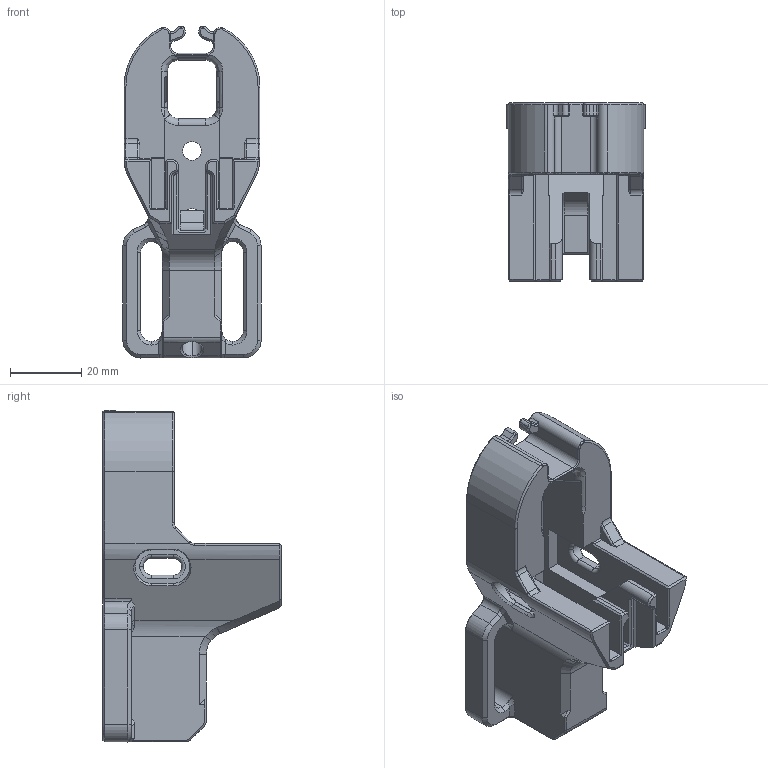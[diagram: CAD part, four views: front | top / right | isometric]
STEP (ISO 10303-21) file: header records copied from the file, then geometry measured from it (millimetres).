
FILE_DESCRIPTION (( 'STEP AP214' ), '1' );
FILE_NAME ('Stock_SlingPoints_Tensioner.STEP', '2023-04-23T11:43:57', ( '' ), ( '' ), 'SwSTEP 2.0', 'SolidWorks 2019', '' );
FILE_SCHEMA (( 'AUTOMOTIVE_DESIGN' ));
Length unit declared in the file: millimetre
Products named in the file (1): Stock_SlingPoints_Tensioner
Bounding box: 38.76 x 50 x 93.13 mm (x, y, z)
Volume: 49890.3 mm3; surface area: 20399.3 mm2
Topology: 1 solids, 1 shells, 480 faces, 1237 edges, 745 vertices
Faces by surface type: plane 220, cone 105, cylinder 98, bspline 52, torus 5
Entity records: 22090 total; most frequent: CARTESIAN_POINT 6196, ORIENTED_EDGE 2470, DIRECTION 2134, EDGE_CURVE 1235, VERTEX_POINT 745, VECTOR 720, LINE 720, AXIS2_PLACEMENT_3D 707
